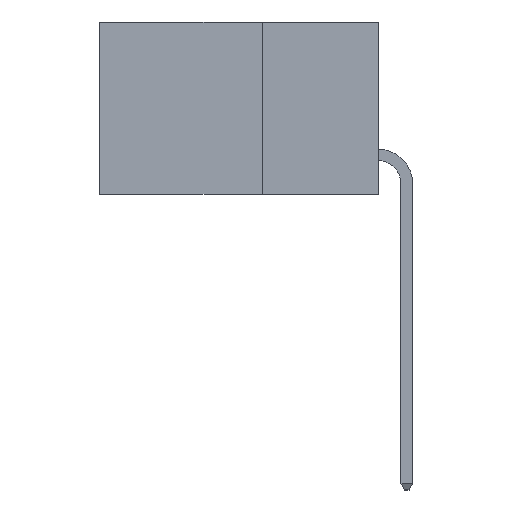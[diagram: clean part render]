
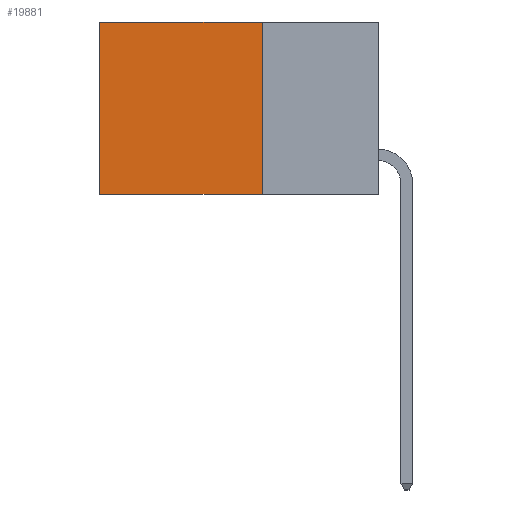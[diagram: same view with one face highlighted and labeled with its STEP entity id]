
A CAD part, left-side view. The second image highlights one B-rep face of the part: STEP entity #19881.
In plain terms, the highlighted planar face has unit normal (-1, 0, 0).
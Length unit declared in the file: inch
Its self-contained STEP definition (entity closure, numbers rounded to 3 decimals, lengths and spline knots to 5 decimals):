
#339 = FACE_OUTER_BOUND ( 'NONE', #16895, .T. ) ;
#464 = VERTEX_POINT ( 'NONE', #20953 ) ;
#957 = CARTESIAN_POINT ( 'NONE',  ( 0.2615, 0.6, -0.37 ) ) ;
#1230 = EDGE_CURVE ( 'NONE', #464, #9854, #8339, .T. ) ;
#1728 = CARTESIAN_POINT ( 'NONE',  ( 0.2615, 0.6, 0. ) ) ;
#1748 = LINE ( 'NONE', #4093, #5916 ) ;
#1776 = CARTESIAN_POINT ( 'NONE',  ( 0.2615, 0.25, -0.37 ) ) ;
#2388 = DIRECTION ( 'NONE',  ( 0., 1., 0. ) ) ;
#3350 = VECTOR ( 'NONE', #7632, 39.37008 ) ;
#4010 = DIRECTION ( 'NONE',  ( 0., 1., 0. ) ) ;
#4017 = CARTESIAN_POINT ( 'NONE',  ( 0.2615, 0.25, 0. ) ) ;
#4093 = CARTESIAN_POINT ( 'NONE',  ( 0.2615, 0.25, -0.37 ) ) ;
#5280 = VERTEX_POINT ( 'NONE', #7466 ) ;
#5916 = VECTOR ( 'NONE', #21927, 39.37008 ) ;
#7466 = CARTESIAN_POINT ( 'NONE',  ( 0.2615, 0.25, -0.37 ) ) ;
#7632 = DIRECTION ( 'NONE',  ( 0., 0., -1. ) ) ;
#8339 = LINE ( 'NONE', #4017, #17300 ) ;
#8763 = EDGE_CURVE ( 'NONE', #5280, #19765, #15488, .T. ) ;
#9854 = VERTEX_POINT ( 'NONE', #1728 ) ;
#10192 = CARTESIAN_POINT ( 'NONE',  ( 0.2615, 0.25, -0.37 ) ) ;
#10937 = ORIENTED_EDGE ( 'NONE', *, *, #8763, .F. ) ;
#12030 = DIRECTION ( 'NONE',  ( 0., 0., -1. ) ) ;
#12822 = LINE ( 'NONE', #20112, #3350 ) ;
#15220 = EDGE_CURVE ( 'NONE', #464, #5280, #1748, .T. ) ;
#15303 = ORIENTED_EDGE ( 'NONE', *, *, #16852, .T. ) ;
#15488 = LINE ( 'NONE', #1776, #19668 ) ;
#16852 = EDGE_CURVE ( 'NONE', #9854, #19765, #12822, .T. ) ;
#16895 = EDGE_LOOP ( 'NONE', ( #15303, #10937, #19510, #20950 ) ) ;
#17300 = VECTOR ( 'NONE', #2388, 39.37008 ) ;
#19113 = PLANE ( 'NONE',  #21982 ) ;
#19510 = ORIENTED_EDGE ( 'NONE', *, *, #15220, .F. ) ;
#19668 = VECTOR ( 'NONE', #4010, 39.37008 ) ;
#19765 = VERTEX_POINT ( 'NONE', #957 ) ;
#19881 = ADVANCED_FACE ( 'NONE', ( #339 ), #19113, .F. ) ;
#20112 = CARTESIAN_POINT ( 'NONE',  ( 0.2615, 0.6, -0.37 ) ) ;
#20950 = ORIENTED_EDGE ( 'NONE', *, *, #1230, .T. ) ;
#20953 = CARTESIAN_POINT ( 'NONE',  ( 0.2615, 0.25, 0. ) ) ;
#21927 = DIRECTION ( 'NONE',  ( 0., 0., -1. ) ) ;
#21982 = AXIS2_PLACEMENT_3D ( 'NONE', #10192, #22548, #12030 ) ;
#22548 = DIRECTION ( 'NONE',  ( 1., 0., 0. ) ) ;
